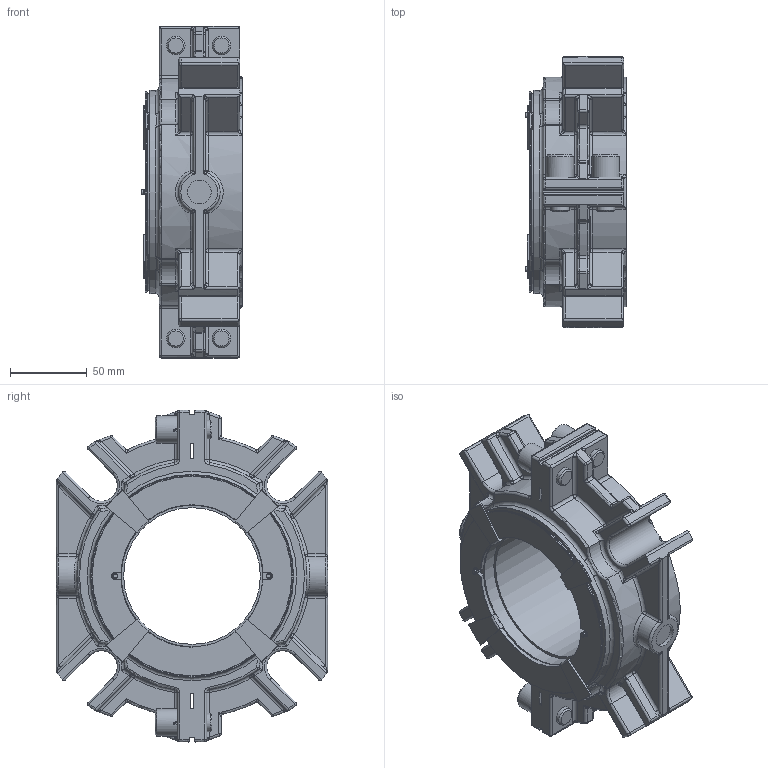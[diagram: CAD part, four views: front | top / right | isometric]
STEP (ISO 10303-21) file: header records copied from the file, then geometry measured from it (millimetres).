
FILE_DESCRIPTION(/* description */ ('Unknown'),/* implementation_level */ '2;1');
FILE_NAME(/* name */ '3.500 RDSX -28_22 SEAL ARRANGEMENT',/* time_stamp */ '2023-02-14T11:08:20-05:00',/* author */ ('Unknown'),/* organization */ ('Unknown'),/* preprocessor_version */ 'ST-DEVELOPER v16.7',/* originating_system */ 'Solid Edge',/* authorisation */ 'Unknown');
FILE_SCHEMA (('AP203_CONFIGURATION_CONTROLLED_3D_DESIGN_OF_MECHANICAL_PARTS_AND_ASSEMBLIES_MIM_LF { 1 0 10303 203 3 1 4 }','AUTOMOTIVE_DESIGN {1 0 10303 214 3 1 1}'));
Length unit declared in the file: millimetre
Products named in the file (1): 3121993
Bounding box: 66.04 x 176.26 x 215.84 mm (x, y, z)
Volume: 904108.7 mm3; surface area: 130323.1 mm2
Topology: 1 solids, 3 shells, 1027 faces, 2660 edges, 1576 vertices
Faces by surface type: cylinder 333, plane 259, bspline 208, torus 144, sphere 58, cone 25
Full cylindrical faces by diameter (mm): 2.667 x2, 3.175 x4, 3.581 x24, 12 x8, 15.342 x2, 18 x4, 88.9 x1, 92.075 x1, 127.635 x1, 130.175 x1, 132.08 x1, 142.875 x1, 143.383 x1
Entity records: 33168 total; most frequent: CARTESIAN_POINT 10102, ORIENTED_EDGE 4886, DIRECTION 4672, EDGE_CURVE 2443, AXIS2_PLACEMENT_3D 1895, VERTEX_POINT 1517, EDGE_LOOP 1188, FACE_BOUND 1188
